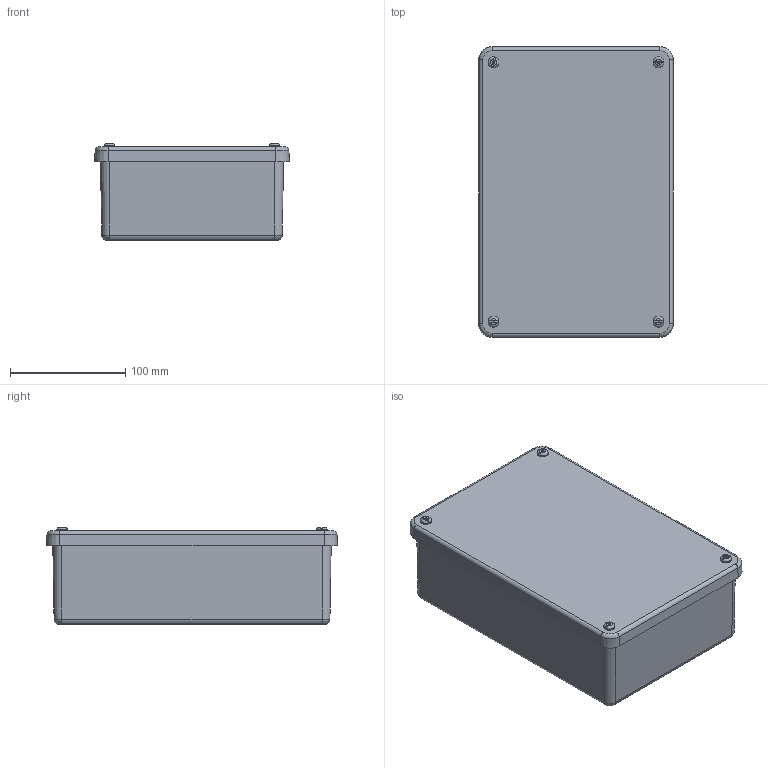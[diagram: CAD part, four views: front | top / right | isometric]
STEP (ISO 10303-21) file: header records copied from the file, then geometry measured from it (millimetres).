
FILE_DESCRIPTION(/* description */ (''),/* implementation_level */ '2;1');
FILE_NAME(/* name */ 'HW-N4X963SC.stp',/* time_stamp */ '2014-03-13T07:39:18-05:00',/* author */ ('pmescher'),/* organization */ (''),/* preprocessor_version */ 'ST-DEVELOPER v15.2',/* originating_system */ 'Autodesk Inventor 2014',/* authorisation */ '');
FILE_SCHEMA (('AUTOMOTIVE_DESIGN { 1 0 10303 214 3 1 1 }'));
Length unit declared in the file: inch
Products named in the file (8): WPF963 BOX; 10-32 X0.3125 DP BRASS INSERT; 10-24X0.50 DP BRASS INSERT; WPF963 CVR; WPF963 GASKET; WPN96U; 10-24x0.625 DP combo screw; F963_STP
Bounding box: 168.49 x 251.71 x 83.96 mm (x, y, z)
Volume: 548955.9 mm3; surface area: 310193 mm2
Topology: 15 solids, 15 shells, 356 faces, 844 edges, 540 vertices
Faces by surface type: plane 148, cylinder 112, torus 52, cone 32, bspline 12
Full cylindrical faces by diameter (mm): 3.683 x4, 3.962 x4, 4.496 x4, 5.334 x4, 5.537 x4, 5.556 x8, 6.35 x4, 7.144 x8, 9.423 x4, 9.525 x4
Entity records: 7559 total; most frequent: CARTESIAN_POINT 1460, DIRECTION 1376, ORIENTED_EDGE 1088, AXIS2_PLACEMENT_3D 582, EDGE_CURVE 544, VERTEX_POINT 372, EDGE_LOOP 346, CIRCLE 312
